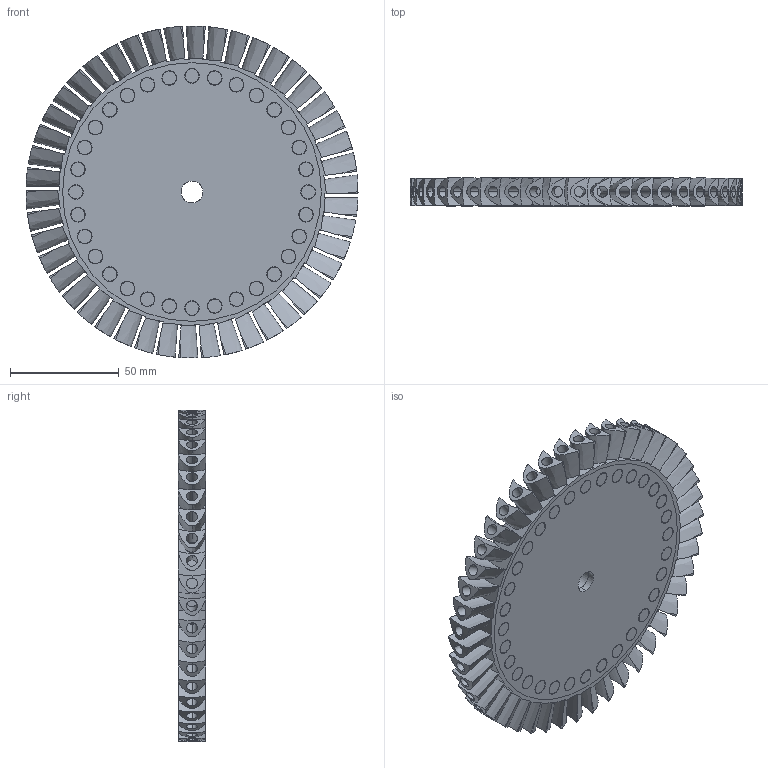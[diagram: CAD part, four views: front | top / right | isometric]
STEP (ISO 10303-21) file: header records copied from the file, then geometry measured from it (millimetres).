
FILE_DESCRIPTION (( 'STEP AP214' ), '1' );
FILE_NAME ('[TP] [Turb] Rotor32.STEP', '2024-04-24T06:26:20', ( '' ), ( '' ), 'SwSTEP 2.0', 'SolidWorks 2023', '' );
FILE_SCHEMA (( 'AUTOMOTIVE_DESIGN' ));
Length unit declared in the file: millimetre
Products named in the file (5): [TP] [Turb] Blisk Column Pins; [TP] [Turb] Blisk; [TP] [Turb] Rotor Outer Plate; [TP] [Turb] Rotor32; [TP] [Turb] Sandwich Compression Plate
Assembly tree (36 placements, depth 2):
  [TP] [Turb] Rotor32
    [TP] [Turb] Blisk
    [TP] [Turb] Rotor Outer Plate  x2
    [TP] [Turb] Blisk Column Pins  x32
    [TP] [Turb] Sandwich Compression Plate
Bounding box: 152.4 x 12.7 x 152.4 mm (x, y, z)
Volume: 171616.9 mm3; surface area: 127330.3 mm2
Topology: 36 solids, 36 shells, 810 faces, 2392 edges, 1610 vertices
Faces by surface type: cylinder 460, plane 258, bspline 92
Entity records: 28522 total; most frequent: CARTESIAN_POINT 11549, ORIENTED_EDGE 4004, DIRECTION 2960, EDGE_CURVE 2002, VERTEX_POINT 1350, AXIS2_PLACEMENT_3D 1131, EDGE_LOOP 798, LINE 698
